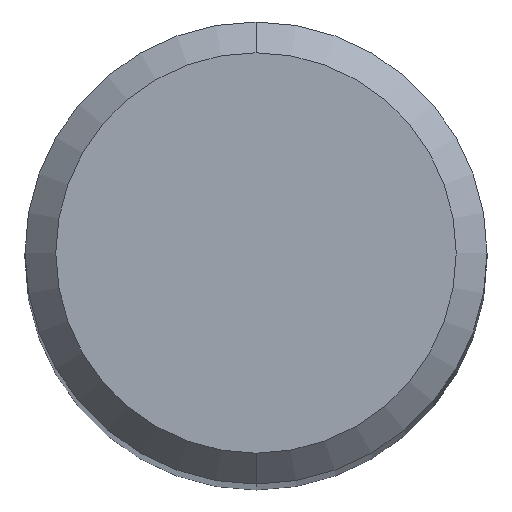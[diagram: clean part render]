
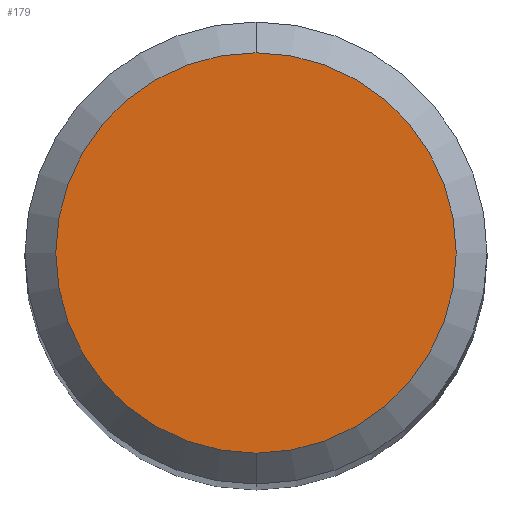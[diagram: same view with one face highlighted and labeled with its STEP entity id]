
A CAD part, top view. The second image highlights one B-rep face of the part: STEP entity #179.
In plain terms, the highlighted planar face has unit normal (0, 0, 1).
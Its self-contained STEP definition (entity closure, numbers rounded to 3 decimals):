
#179=ADVANCED_FACE('',(#470),#471,.T.);
#183=VERTEX_POINT('',#475);
#217=EDGE_CURVE('',#435,#183,#514,.T.);
#393=EDGE_CURVE('',#183,#435,#708,.T.);
#435=VERTEX_POINT('',#753);
#470=FACE_OUTER_BOUND('',#799,.T.);
#471=PLANE('',#800);
#475=CARTESIAN_POINT('',(0.,-2.6,43.619));
#514=CIRCLE('',#854,2.6);
#708=CIRCLE('',#1301,2.6);
#753=CARTESIAN_POINT('',(0.0,2.6,43.619));
#799=EDGE_LOOP('',(#1407,#1408));
#800=AXIS2_PLACEMENT_3D('',#1409,#1410,#1411);
#854=AXIS2_PLACEMENT_3D('',#1460,#1461,#1462);
#1301=AXIS2_PLACEMENT_3D('',#1676,#1677,#1678);
#1407=ORIENTED_EDGE('',*,*,#217,.F.);
#1408=ORIENTED_EDGE('',*,*,#393,.F.);
#1409=CARTESIAN_POINT('',(0.0,1.3,43.619));
#1410=DIRECTION('',(-0.0,0.0,1.0));
#1411=DIRECTION('',(0.0,-1.0,0.0));
#1460=CARTESIAN_POINT('',(0.0,0.0,43.619));
#1461=DIRECTION('',(0.0,0.0,-1.0));
#1462=DIRECTION('',(0.0,1.0,0.0));
#1676=CARTESIAN_POINT('',(0.0,0.0,43.619));
#1677=DIRECTION('',(0.0,0.0,-1.0));
#1678=DIRECTION('',(0.0,1.0,0.0));
